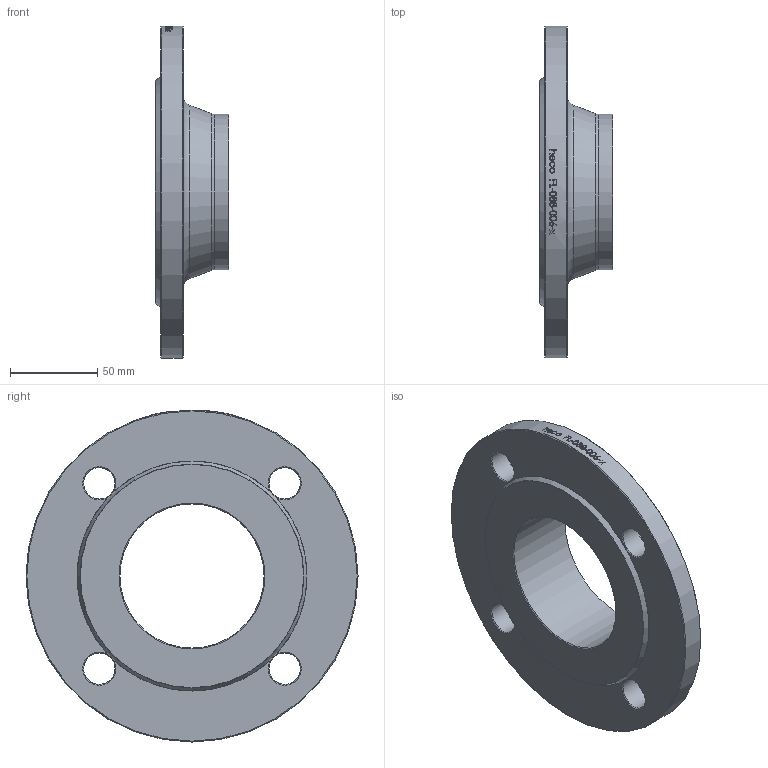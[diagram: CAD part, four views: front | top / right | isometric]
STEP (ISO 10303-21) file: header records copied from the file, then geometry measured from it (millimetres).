
FILE_DESCRIPTION (( 'STEP AP214' ), '1' );
FILE_NAME ('FL-088-006-x Vorschweissflansch PN6 Iso DIN2631 2008.STEP', '2020-08-24T10:54:22', ( '' ), ( '' ), 'SwSTEP 2.0', 'SolidWorks 2019', '' );
FILE_SCHEMA (( 'AUTOMOTIVE_DESIGN' ));
Length unit declared in the file: millimetre
Products named in the file (1): FL-088-006-x Vorschweissflansch PN6 Iso DIN2631 2008
Bounding box: 42 x 190 x 190 mm (x, y, z)
Volume: 348837.2 mm3; surface area: 71382.1 mm2
Topology: 1 solids, 1 shells, 58 faces, 243 edges, 210 vertices
Faces by surface type: cylinder 33, cone 13, plane 4, torus 4, bspline 4
Full cylindrical faces by diameter (mm): 18 x4, 82.5 x1, 88.9 x1, 190 x1
Entity records: 6734 total; most frequent: CARTESIAN_POINT 4755, ORIENTED_EDGE 424, DIRECTION 245, EDGE_CURVE 212, VERTEX_POINT 200, B_SPLINE_CURVE_WITH_KNOTS 135, AXIS2_PLACEMENT_3D 113, EDGE_LOOP 112
